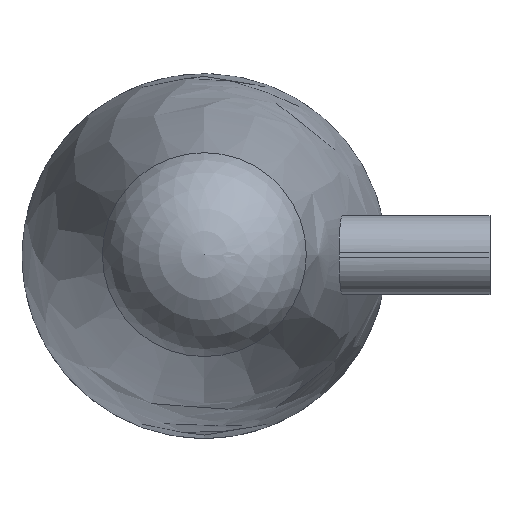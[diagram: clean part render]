
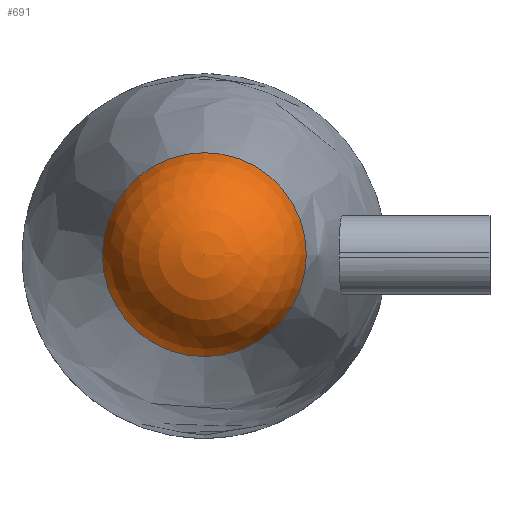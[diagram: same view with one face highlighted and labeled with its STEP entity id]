
A CAD part, top view. The second image highlights one B-rep face of the part: STEP entity #691.
In plain terms, the highlighted spherical face has radius 20 mm.
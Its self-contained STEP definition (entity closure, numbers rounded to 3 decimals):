
#221 = VERTEX_POINT('',#222);
#222 = CARTESIAN_POINT('',(-19.576,0.,149.094));
#229 = EDGE_CURVE('',#221,#221,#230,.T.);
#230 = CIRCLE('',#231,19.576);
#231 = AXIS2_PLACEMENT_3D('',#232,#233,#234);
#232 = CARTESIAN_POINT('',(0.,0.,149.094));
#233 = DIRECTION('',(0.,0.,1.));
#234 = DIRECTION('',(-1.,0.,0.));
#691 = ADVANCED_FACE('',(#692),#705,.T.);
#692 = FACE_BOUND('',#693,.F.);
#693 = EDGE_LOOP('',(#694,#703,#704));
#694 = ORIENTED_EDGE('',*,*,#695,.T.);
#695 = EDGE_CURVE('',#696,#221,#698,.T.);
#696 = VERTEX_POINT('',#697);
#697 = CARTESIAN_POINT('',(0.,0.,165.));
#698 = CIRCLE('',#699,20.);
#699 = AXIS2_PLACEMENT_3D('',#700,#701,#702);
#700 = CARTESIAN_POINT('',(0.,0.,145.));
#701 = DIRECTION('',(0.,-1.,0.));
#702 = DIRECTION('',(1.,0.,0.));
#703 = ORIENTED_EDGE('',*,*,#229,.F.);
#704 = ORIENTED_EDGE('',*,*,#695,.F.);
#705 = SPHERICAL_SURFACE('',#706,20.);
#706 = AXIS2_PLACEMENT_3D('',#707,#708,#709);
#707 = CARTESIAN_POINT('',(0.,0.,145.));
#708 = DIRECTION('',(0.,0.,-1.));
#709 = DIRECTION('',(-1.,0.,0.));
